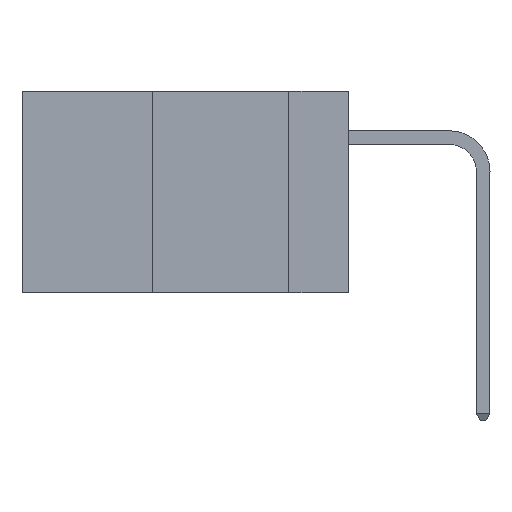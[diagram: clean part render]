
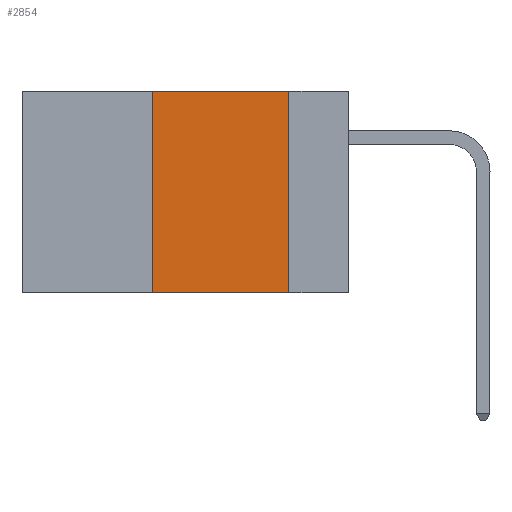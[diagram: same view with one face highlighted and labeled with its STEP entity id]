
A CAD part, left-side view. The second image highlights one B-rep face of the part: STEP entity #2854.
In plain terms, the highlighted planar face has unit normal (-1, 0, 0).
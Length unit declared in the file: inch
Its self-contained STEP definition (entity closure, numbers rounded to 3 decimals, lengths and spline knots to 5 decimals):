
#345 = CARTESIAN_POINT ( 'NONE',  ( 0., 0.36, -0.37 ) ) ;
#419 = VECTOR ( 'NONE', #12234, 39.37008 ) ;
#1727 = DIRECTION ( 'NONE',  ( 0., -1., 0. ) ) ;
#2854 = ADVANCED_FACE ( 'NONE', ( #17443 ), #9800, .F. ) ;
#3039 = ORIENTED_EDGE ( 'NONE', *, *, #4550, .T. ) ;
#3834 = EDGE_CURVE ( 'NONE', #9347, #19009, #4519, .T. ) ;
#4202 = VECTOR ( 'NONE', #8706, 39.37008 ) ;
#4519 = LINE ( 'NONE', #16588, #419 ) ;
#4550 = EDGE_CURVE ( 'NONE', #10933, #19009, #18708, .T. ) ;
#5225 = DIRECTION ( 'NONE',  ( 1., 0., 0. ) ) ;
#5443 = EDGE_CURVE ( 'NONE', #10933, #8425, #19109, .T. ) ;
#5961 = ORIENTED_EDGE ( 'NONE', *, *, #3834, .F. ) ;
#6702 = ORIENTED_EDGE ( 'NONE', *, *, #5443, .F. ) ;
#7604 = LINE ( 'NONE', #10354, #15494 ) ;
#7741 = CARTESIAN_POINT ( 'NONE',  ( 0., 0.36, 0. ) ) ;
#7896 = CARTESIAN_POINT ( 'NONE',  ( 0., 0.6, -0.37 ) ) ;
#8406 = ORIENTED_EDGE ( 'NONE', *, *, #8920, .F. ) ;
#8425 = VERTEX_POINT ( 'NONE', #7741 ) ;
#8706 = DIRECTION ( 'NONE',  ( 0., 0., 1. ) ) ;
#8920 = EDGE_CURVE ( 'NONE', #8425, #9347, #7604, .T. ) ;
#9347 = VERTEX_POINT ( 'NONE', #12931 ) ;
#9779 = AXIS2_PLACEMENT_3D ( 'NONE', #18552, #5225, #15724 ) ;
#9800 = PLANE ( 'NONE',  #9779 ) ;
#10354 = CARTESIAN_POINT ( 'NONE',  ( 0., 0.6, 0. ) ) ;
#10933 = VERTEX_POINT ( 'NONE', #345 ) ;
#12234 = DIRECTION ( 'NONE',  ( 0., 0., -1. ) ) ;
#12931 = CARTESIAN_POINT ( 'NONE',  ( 0., 0.11, 0. ) ) ;
#13128 = EDGE_LOOP ( 'NONE', ( #5961, #8406, #6702, #3039 ) ) ;
#14134 = CARTESIAN_POINT ( 'NONE',  ( 0., 0.11, -0.37 ) ) ;
#14849 = VECTOR ( 'NONE', #1727, 39.37008 ) ;
#15494 = VECTOR ( 'NONE', #17719, 39.37008 ) ;
#15724 = DIRECTION ( 'NONE',  ( 0., 0., -1. ) ) ;
#16588 = CARTESIAN_POINT ( 'NONE',  ( 0., 0.11, 0. ) ) ;
#17443 = FACE_OUTER_BOUND ( 'NONE', #13128, .T. ) ;
#17503 = CARTESIAN_POINT ( 'NONE',  ( 0., 0.36, 0. ) ) ;
#17719 = DIRECTION ( 'NONE',  ( 0., -1., 0. ) ) ;
#18552 = CARTESIAN_POINT ( 'NONE',  ( 0., 0.6, 0. ) ) ;
#18708 = LINE ( 'NONE', #7896, #14849 ) ;
#19009 = VERTEX_POINT ( 'NONE', #14134 ) ;
#19109 = LINE ( 'NONE', #17503, #4202 ) ;
